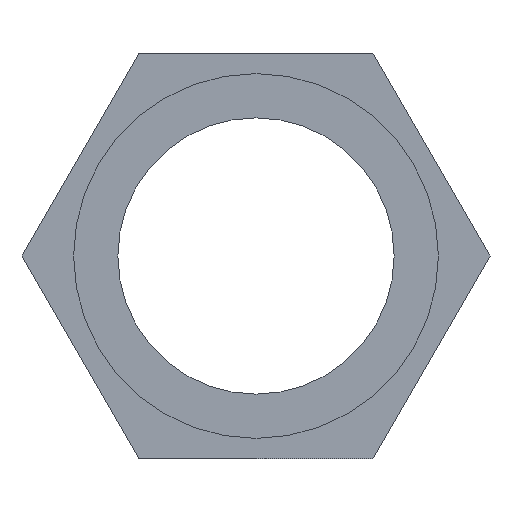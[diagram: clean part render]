
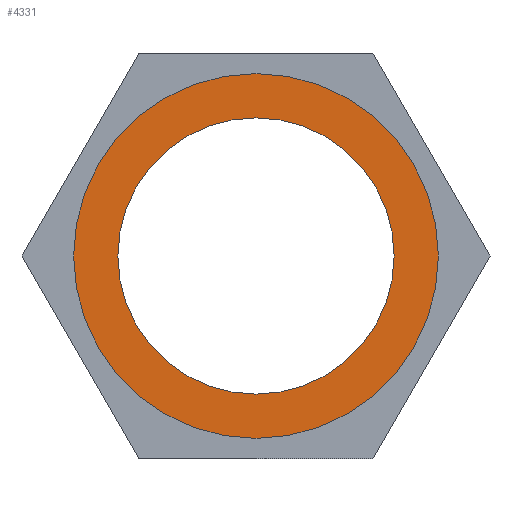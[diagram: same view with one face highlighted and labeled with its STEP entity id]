
A CAD part, left-side view. The second image highlights one B-rep face of the part: STEP entity #4331.
In plain terms, the highlighted planar face has unit normal (-1, 0, 0).
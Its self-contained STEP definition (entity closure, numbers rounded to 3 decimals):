
#255 = CARTESIAN_POINT ( 'NONE',  ( 0., 0., 0. ) ) ;
#289 = AXIS2_PLACEMENT_3D ( 'NONE', #255, #1370, #5143 ) ;
#301 = CARTESIAN_POINT ( 'NONE',  ( 0., 0., -7.5 ) ) ;
#491 = CARTESIAN_POINT ( 'NONE',  ( 0., 0., 0. ) ) ;
#504 = DIRECTION ( 'NONE',  ( 0., 0., 1. ) ) ;
#569 = CARTESIAN_POINT ( 'NONE',  ( 0., 0., 0. ) ) ;
#831 = ORIENTED_EDGE ( 'NONE', *, *, #1580, .T. ) ;
#1020 = VERTEX_POINT ( 'NONE', #1414 ) ;
#1057 = DIRECTION ( 'NONE',  ( 0., 0., 1. ) ) ;
#1061 = VERTEX_POINT ( 'NONE', #4243 ) ;
#1370 = DIRECTION ( 'NONE',  ( 1., 0., 0. ) ) ;
#1414 = CARTESIAN_POINT ( 'NONE',  ( 0., 0., 9.9 ) ) ;
#1471 = CARTESIAN_POINT ( 'NONE',  ( 0., 0., 0. ) ) ;
#1580 = EDGE_CURVE ( 'NONE', #1061, #4762, #3419, .T. ) ;
#1662 = DIRECTION ( 'NONE',  ( 1., 0., 0. ) ) ;
#1762 = CARTESIAN_POINT ( 'NONE',  ( 0., 0., 0. ) ) ;
#2032 = AXIS2_PLACEMENT_3D ( 'NONE', #569, #4786, #1057 ) ;
#2087 = EDGE_LOOP ( 'NONE', ( #831, #4606 ) ) ;
#2123 = AXIS2_PLACEMENT_3D ( 'NONE', #491, #1662, #3438 ) ;
#2200 = DIRECTION ( 'NONE',  ( 0., 0., -1. ) ) ;
#2602 = FACE_OUTER_BOUND ( 'NONE', #4255, .T. ) ;
#2658 = DIRECTION ( 'NONE',  ( 1., 0., 0. ) ) ;
#2817 = AXIS2_PLACEMENT_3D ( 'NONE', #1471, #2658, #2200 ) ;
#3047 = ORIENTED_EDGE ( 'NONE', *, *, #4510, .T. ) ;
#3049 = PLANE ( 'NONE',  #2817 ) ;
#3175 = CIRCLE ( 'NONE', #4715, 9.9 ) ;
#3419 = CIRCLE ( 'NONE', #289, 7.5 ) ;
#3438 = DIRECTION ( 'NONE',  ( 0., 0., -1. ) ) ;
#3860 = CIRCLE ( 'NONE', #2032, 9.9 ) ;
#3945 = FACE_BOUND ( 'NONE', #2087, .T. ) ;
#3972 = EDGE_CURVE ( 'NONE', #1020, #4689, #3175, .T. ) ;
#4243 = CARTESIAN_POINT ( 'NONE',  ( 0., 0., 7.5 ) ) ;
#4255 = EDGE_LOOP ( 'NONE', ( #4781, #3047 ) ) ;
#4296 = CIRCLE ( 'NONE', #2123, 7.5 ) ;
#4331 = ADVANCED_FACE ( 'NONE', ( #3945, #2602 ), #3049, .F. ) ;
#4462 = CARTESIAN_POINT ( 'NONE',  ( 0., 0., -9.9 ) ) ;
#4510 = EDGE_CURVE ( 'NONE', #4689, #1020, #3860, .T. ) ;
#4606 = ORIENTED_EDGE ( 'NONE', *, *, #5230, .T. ) ;
#4668 = DIRECTION ( 'NONE',  ( -1., 0., 0. ) ) ;
#4689 = VERTEX_POINT ( 'NONE', #4462 ) ;
#4715 = AXIS2_PLACEMENT_3D ( 'NONE', #1762, #4668, #504 ) ;
#4762 = VERTEX_POINT ( 'NONE', #301 ) ;
#4781 = ORIENTED_EDGE ( 'NONE', *, *, #3972, .T. ) ;
#4786 = DIRECTION ( 'NONE',  ( -1., 0., 0. ) ) ;
#5143 = DIRECTION ( 'NONE',  ( 0., 0., -1. ) ) ;
#5230 = EDGE_CURVE ( 'NONE', #4762, #1061, #4296, .T. ) ;
